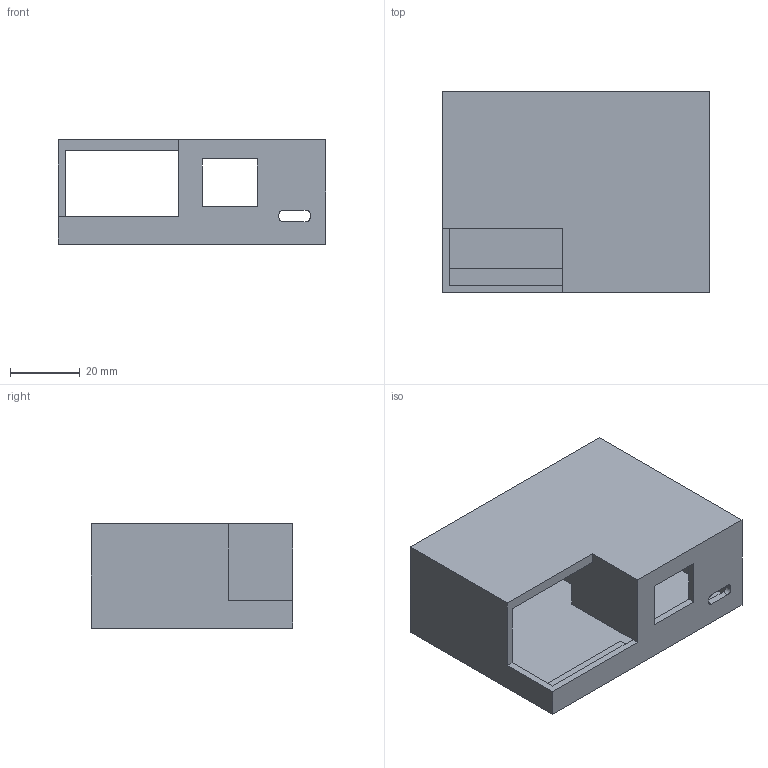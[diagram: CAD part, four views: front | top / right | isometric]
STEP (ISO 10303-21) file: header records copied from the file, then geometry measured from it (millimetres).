
FILE_DESCRIPTION (( 'STEP AP214' ), '1' );
FILE_NAME ('walls.STEP', '2024-08-08T17:15:44', ( '' ), ( '' ), 'SwSTEP 2.0', 'SolidWorks 2020', '' );
FILE_SCHEMA (( 'AUTOMOTIVE_DESIGN' ));
Length unit declared in the file: millimetre
Products named in the file (1): walls
Bounding box: 77 x 58 x 30 mm (x, y, z)
Volume: 32016.9 mm3; surface area: 26832.2 mm2
Topology: 3 solids, 3 shells, 50 faces, 131 edges, 87 vertices
Faces by surface type: plane 36, cylinder 14
Entity records: 1607 total; most frequent: CARTESIAN_POINT 269, ORIENTED_EDGE 262, DIRECTION 261, EDGE_CURVE 131, VECTOR 103, LINE 103, VERTEX_POINT 87, AXIS2_PLACEMENT_3D 79
